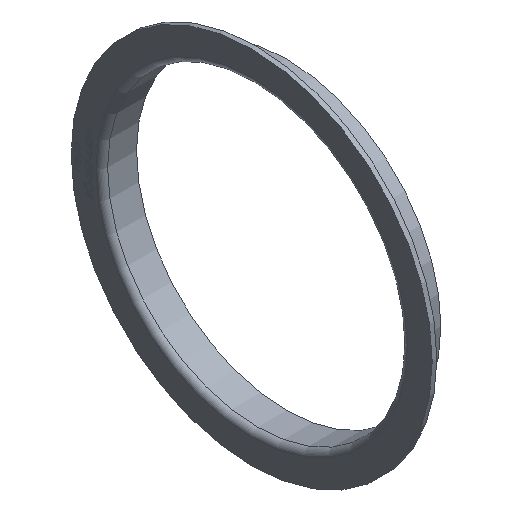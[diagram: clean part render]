
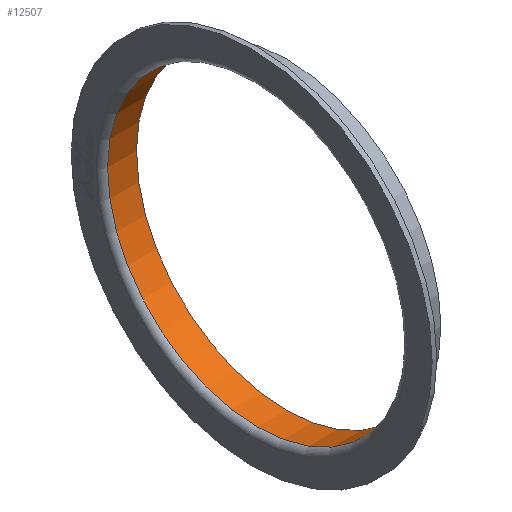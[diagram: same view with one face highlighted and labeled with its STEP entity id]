
A CAD part, isometric view. The second image highlights one B-rep face of the part: STEP entity #12507.
In plain terms, the highlighted cylindrical face has radius 129.5 mm (diameter 259 mm), a full revolution.
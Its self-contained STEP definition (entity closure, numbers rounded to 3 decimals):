
#212 = VERTEX_POINT ( 'NONE', #8946 ) ;
#762 = CARTESIAN_POINT ( 'NONE',  ( 0., 0., 0. ) ) ;
#779 = CIRCLE ( 'NONE', #8754, 129.5 ) ;
#1216 = CARTESIAN_POINT ( 'NONE',  ( 30., 0., 129.5 ) ) ;
#1897 = FACE_OUTER_BOUND ( 'NONE', #6160, .T. ) ;
#1931 = CIRCLE ( 'NONE', #12658, 129.5 ) ;
#4124 = DIRECTION ( 'NONE',  ( -1., 0., 0. ) ) ;
#5181 = FACE_OUTER_BOUND ( 'NONE', #12164, .T. ) ;
#5730 = CARTESIAN_POINT ( 'NONE',  ( 5., 0., 0. ) ) ;
#6160 = EDGE_LOOP ( 'NONE', ( #6957 ) ) ;
#6261 = DIRECTION ( 'NONE',  ( 0., 0., 1. ) ) ;
#6390 = AXIS2_PLACEMENT_3D ( 'NONE', #762, #4124, #6261 ) ;
#6568 = DIRECTION ( 'NONE',  ( 0., 0., 1. ) ) ;
#6957 = ORIENTED_EDGE ( 'NONE', *, *, #7570, .F. ) ;
#7548 = DIRECTION ( 'NONE',  ( -1., 0., 0. ) ) ;
#7570 = EDGE_CURVE ( 'NONE', #12147, #12147, #1931, .T. ) ;
#7865 = DIRECTION ( 'NONE',  ( -1., 0., 0. ) ) ;
#8754 = AXIS2_PLACEMENT_3D ( 'NONE', #5730, #7865, #11223 ) ;
#8868 = EDGE_CURVE ( 'NONE', #212, #212, #779, .T. ) ;
#8946 = CARTESIAN_POINT ( 'NONE',  ( 5., 0., -129.5 ) ) ;
#10653 = CARTESIAN_POINT ( 'NONE',  ( 30., 0., 0. ) ) ;
#11223 = DIRECTION ( 'NONE',  ( 0., 0., -1. ) ) ;
#12147 = VERTEX_POINT ( 'NONE', #1216 ) ;
#12164 = EDGE_LOOP ( 'NONE', ( #13624 ) ) ;
#12507 = ADVANCED_FACE ( 'NONE', ( #5181, #1897 ), #14075, .F. ) ;
#12658 = AXIS2_PLACEMENT_3D ( 'NONE', #10653, #7548, #6568 ) ;
#13624 = ORIENTED_EDGE ( 'NONE', *, *, #8868, .T. ) ;
#14075 = CYLINDRICAL_SURFACE ( 'NONE', #6390, 129.5 ) ;
